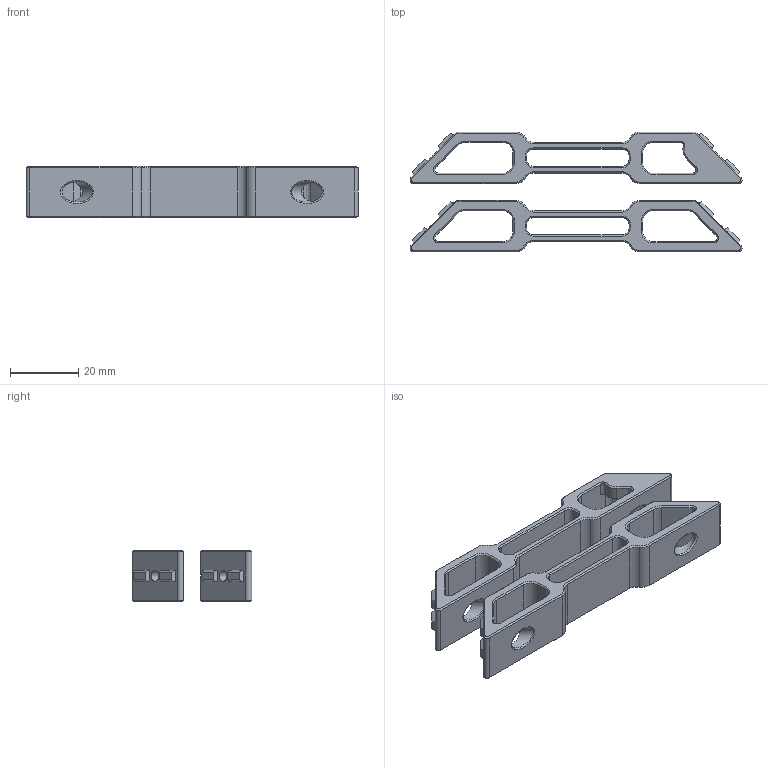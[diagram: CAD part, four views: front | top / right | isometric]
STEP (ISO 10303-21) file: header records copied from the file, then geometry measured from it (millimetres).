
FILE_DESCRIPTION(/* description */ (''),/* implementation_level */ '2;1');
FILE_NAME(/* name */ 'door stabilisers v10.step',/* time_stamp */ '2024-03-24T23:58:13Z',/* author */ (''),/* organization */ (''),/* preprocessor_version */ 'ST-DEVELOPER v20',/* originating_system */ 'Autodesk Translation Framework v12.20.1.177',/* authorisation */ '');
FILE_SCHEMA (('AUTOMOTIVE_DESIGN { 1 0 10303 214 3 1 1 }'));
Length unit declared in the file: millimetre
Products named in the file (1): door stabilisers
Bounding box: 97.17 x 35 x 15 mm (x, y, z)
Volume: 17557.9 mm3; surface area: 14081.1 mm2
Topology: 2 solids, 2 shells, 329 faces, 784 edges, 465 vertices
Faces by surface type: plane 176, cone 92, cylinder 57, bspline 4
Full cylindrical faces by diameter (mm): 3.2 x4, 6 x4
Entity records: 9766 total; most frequent: CARTESIAN_POINT 1983, DIRECTION 1651, ORIENTED_EDGE 1568, EDGE_CURVE 784, LINE 553, VECTOR 553, AXIS2_PLACEMENT_3D 549, VERTEX_POINT 465
